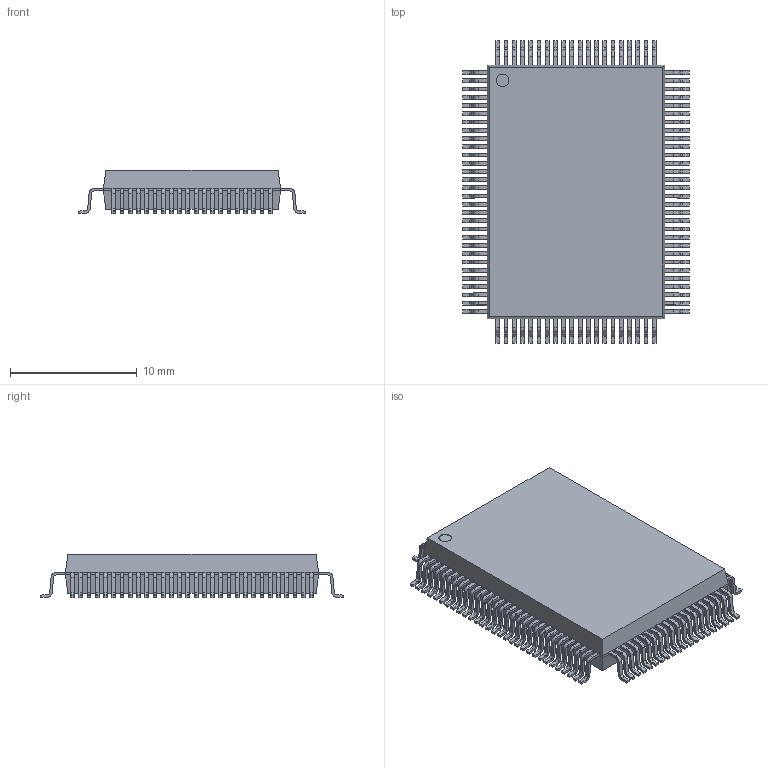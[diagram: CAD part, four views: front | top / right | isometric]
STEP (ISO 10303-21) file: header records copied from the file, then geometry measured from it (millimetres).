
FILE_DESCRIPTION((''),'2;1');
FILE_NAME('QFP65P1790X2390X341-100N.stp','2012-12-10T12:27:36',(''),(''),'Mechanical Desktop 2011','Mechanical Desktop 2011',', , ');
FILE_SCHEMA(('AUTOMOTIVE_DESIGN { 1 2 10303 214 1 1 1 1 }'));
Length unit declared in the file: millimetre
Products named in the file (1): Product
Bounding box: 17.92 x 23.92 x 3.41 mm (x, y, z)
Volume: 854.9 mm3; surface area: 1088 mm2
Topology: 101 solids, 101 shells, 1417 faces, 3634 edges, 2420 vertices
Faces by surface type: bspline 706, plane 509, cylinder 202
Entity records: 45380 total; most frequent: CARTESIAN_POINT 12390, ORIENTED_EDGE 7268, DIRECTION 5862, EDGE_CURVE 3634, VECTOR 2830, LINE 2830, VERTEX_POINT 2420, AXIS2_PLACEMENT_3D 1516
